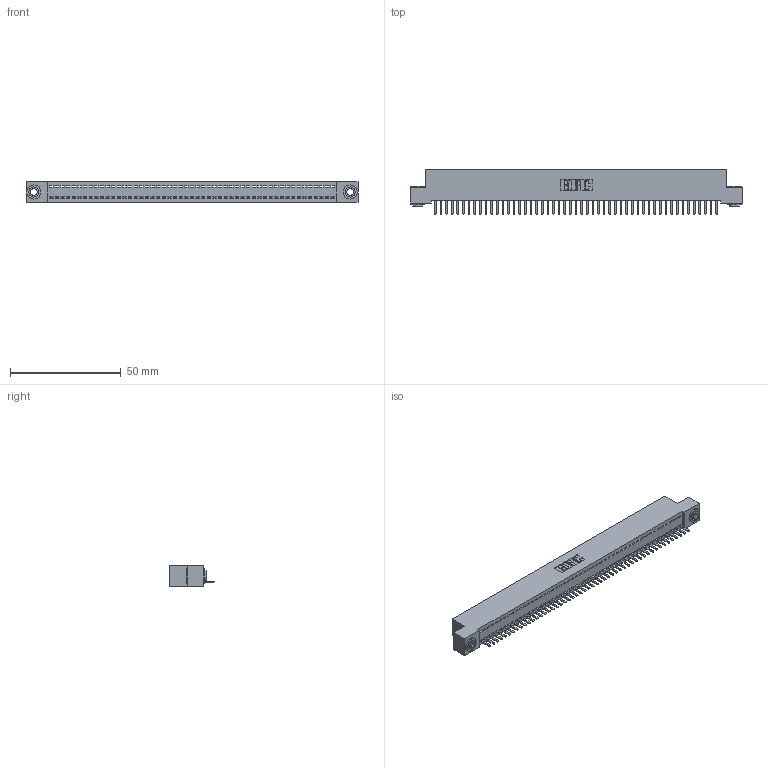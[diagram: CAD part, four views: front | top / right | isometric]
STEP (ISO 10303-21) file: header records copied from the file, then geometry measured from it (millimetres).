
FILE_DESCRIPTION (( 'STEP AP203' ), '1' );
FILE_NAME ('342-051-520-103.STEP', '2018-08-12T20:41:12', ( '' ), ( '' ), 'SwSTEP 2.0', 'SolidWorks 2016', '' );
FILE_SCHEMA (( 'CONFIG_CONTROL_DESIGN' ));
Length unit declared in the file: inch
Products named in the file (4): 342 Part_.156 TH; 345-292-001_345-293-120; 342-250-002_345-250-002-102; 342-051-520-103
Assembly tree (54 placements, depth 2):
  342-051-520-103
    342 Part_.156 TH
    345-292-001_345-293-120  x51
    342-250-002_345-250-002-102  x2
Bounding box: 149.86 x 20.02 x 9.4 mm (x, y, z)
Volume: 13049 mm3; surface area: 19086.9 mm2
Topology: 54 solids, 54 shells, 3310 faces, 9759 edges, 6366 vertices
Faces by surface type: plane 2320, cylinder 982, cone 8
Entity records: 30646 total; most frequent: CARTESIAN_POINT 5274, ORIENTED_EDGE 5242, DIRECTION 4453, EDGE_CURVE 2621, VECTOR 2465, LINE 2465, VERTEX_POINT 1742, AXIS2_PLACEMENT_3D 994
